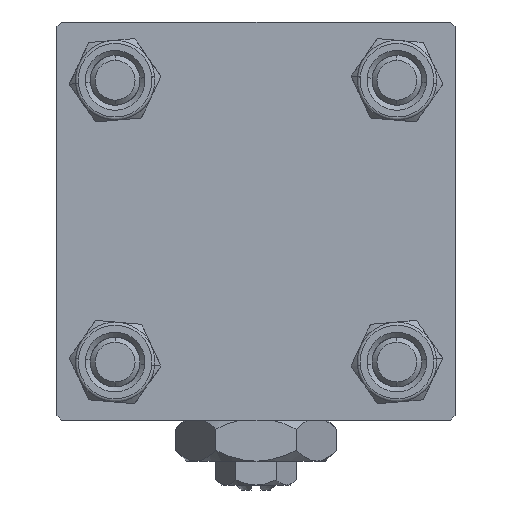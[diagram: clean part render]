
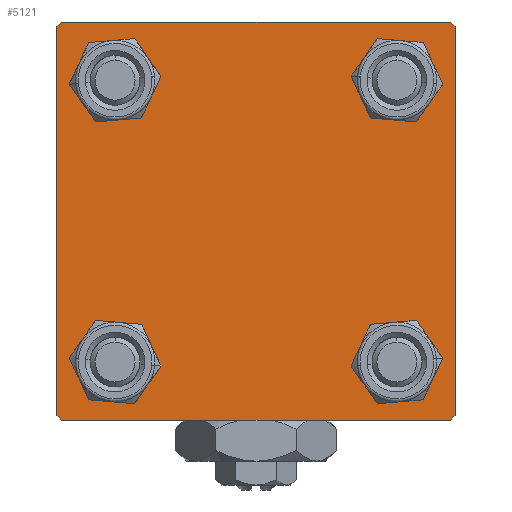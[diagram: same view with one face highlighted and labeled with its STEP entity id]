
A CAD part, left-side view. The second image highlights one B-rep face of the part: STEP entity #5121.
In plain terms, the highlighted planar face has unit normal (-1, 0, 0).
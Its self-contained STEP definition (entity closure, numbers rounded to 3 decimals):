
#55 = CARTESIAN_POINT ( 'NONE',  ( 0., -19.5, -20. ) ) ;
#464 = FACE_BOUND ( 'NONE', #44151, .T. ) ;
#628 = ORIENTED_EDGE ( 'NONE', *, *, #44536, .T. ) ;
#764 = FACE_BOUND ( 'NONE', #10654, .T. ) ;
#886 = VECTOR ( 'NONE', #52958, 1000. ) ;
#1771 = CARTESIAN_POINT ( 'NONE',  ( 0., -20., 20. ) ) ;
#1999 = DIRECTION ( 'NONE',  ( 1., 0., 0. ) ) ;
#2070 = VERTEX_POINT ( 'NONE', #24654 ) ;
#2702 = CARTESIAN_POINT ( 'NONE',  ( 0., 20., -19.5 ) ) ;
#3267 = VERTEX_POINT ( 'NONE', #23649 ) ;
#3334 = CIRCLE ( 'NONE', #19477, 3. ) ;
#3412 = CIRCLE ( 'NONE', #35625, 3. ) ;
#4275 = EDGE_CURVE ( 'NONE', #6109, #26841, #3334, .T. ) ;
#4937 = ORIENTED_EDGE ( 'NONE', *, *, #5909, .T. ) ;
#5121 = ADVANCED_FACE ( 'NONE', ( #464, #50830, #18562, #764, #10236 ), #23881, .T. ) ;
#5348 = LINE ( 'NONE', #1771, #19801 ) ;
#5909 = EDGE_CURVE ( 'NONE', #2070, #15745, #45040, .T. ) ;
#5933 = DIRECTION ( 'NONE',  ( 0., 0., 1. ) ) ;
#6076 = VECTOR ( 'NONE', #11247, 1000. ) ;
#6109 = VERTEX_POINT ( 'NONE', #23012 ) ;
#6340 = VERTEX_POINT ( 'NONE', #55 ) ;
#6633 = DIRECTION ( 'NONE',  ( 0., -0.707, 0.707 ) ) ;
#6876 = CARTESIAN_POINT ( 'NONE',  ( 0., 14.15, 17.15 ) ) ;
#6989 = ORIENTED_EDGE ( 'NONE', *, *, #27812, .T. ) ;
#7994 = CARTESIAN_POINT ( 'NONE',  ( 0., -20., -19.5 ) ) ;
#8396 = EDGE_CURVE ( 'NONE', #54023, #30128, #12942, .T. ) ;
#8439 = CARTESIAN_POINT ( 'NONE',  ( 0., 20., 20. ) ) ;
#9217 = EDGE_LOOP ( 'NONE', ( #55659, #46162, #52750, #37908, #16954, #15604, #19266, #628 ) ) ;
#10236 = FACE_OUTER_BOUND ( 'NONE', #9217, .T. ) ;
#10473 = DIRECTION ( 'NONE',  ( 1., 0., 0. ) ) ;
#10654 = EDGE_LOOP ( 'NONE', ( #21472, #39625 ) ) ;
#10854 = LINE ( 'NONE', #51433, #48719 ) ;
#10861 = ORIENTED_EDGE ( 'NONE', *, *, #35170, .T. ) ;
#11090 = CARTESIAN_POINT ( 'NONE',  ( 0., -19.75, -19.75 ) ) ;
#11247 = DIRECTION ( 'NONE',  ( 0., 0.707, 0.707 ) ) ;
#11313 = LINE ( 'NONE', #29403, #25397 ) ;
#11522 = CIRCLE ( 'NONE', #25719, 3. ) ;
#12034 = EDGE_CURVE ( 'NONE', #30128, #54023, #19723, .T. ) ;
#12942 = CIRCLE ( 'NONE', #46069, 3. ) ;
#13105 = CARTESIAN_POINT ( 'NONE',  ( 0., -14.15, 14.15 ) ) ;
#13920 = VERTEX_POINT ( 'NONE', #41807 ) ;
#14029 = EDGE_CURVE ( 'NONE', #3267, #43462, #5348, .T. ) ;
#14075 = DIRECTION ( 'NONE',  ( 0., 0., -1. ) ) ;
#14320 = CARTESIAN_POINT ( 'NONE',  ( 0., 14.15, 14.15 ) ) ;
#14990 = DIRECTION ( 'NONE',  ( 0., 0., 1. ) ) ;
#15091 = EDGE_CURVE ( 'NONE', #45981, #29243, #25442, .T. ) ;
#15469 = EDGE_CURVE ( 'NONE', #13920, #25486, #40132, .T. ) ;
#15604 = ORIENTED_EDGE ( 'NONE', *, *, #41973, .T. ) ;
#15711 = DIRECTION ( 'NONE',  ( 1., 0., 0. ) ) ;
#15745 = VERTEX_POINT ( 'NONE', #53649 ) ;
#16099 = CARTESIAN_POINT ( 'NONE',  ( 0., 14.15, -14.15 ) ) ;
#16954 = ORIENTED_EDGE ( 'NONE', *, *, #14029, .F. ) ;
#17072 = ORIENTED_EDGE ( 'NONE', *, *, #48477, .T. ) ;
#17780 = CARTESIAN_POINT ( 'NONE',  ( 0., -14.15, 17.15 ) ) ;
#17918 = DIRECTION ( 'NONE',  ( 0., -1., 0. ) ) ;
#18562 = FACE_BOUND ( 'NONE', #29189, .T. ) ;
#19123 = VERTEX_POINT ( 'NONE', #56953 ) ;
#19148 = CIRCLE ( 'NONE', #48486, 3. ) ;
#19266 = ORIENTED_EDGE ( 'NONE', *, *, #15469, .F. ) ;
#19477 = AXIS2_PLACEMENT_3D ( 'NONE', #55989, #15711, #5933 ) ;
#19538 = DIRECTION ( 'NONE',  ( 1., 0., 0. ) ) ;
#19723 = CIRCLE ( 'NONE', #52829, 3. ) ;
#19801 = VECTOR ( 'NONE', #23442, 1000. ) ;
#20231 = EDGE_CURVE ( 'NONE', #36595, #19123, #43416, .T. ) ;
#20316 = CARTESIAN_POINT ( 'NONE',  ( 0., 14.15, 14.15 ) ) ;
#20480 = DIRECTION ( 'NONE',  ( 1., 0., 0. ) ) ;
#21472 = ORIENTED_EDGE ( 'NONE', *, *, #12034, .T. ) ;
#22492 = CARTESIAN_POINT ( 'NONE',  ( 0., 14.15, 11.15 ) ) ;
#23012 = CARTESIAN_POINT ( 'NONE',  ( 0., 14.15, -11.15 ) ) ;
#23442 = DIRECTION ( 'NONE',  ( 0., 0., -1. ) ) ;
#23649 = CARTESIAN_POINT ( 'NONE',  ( 0., -20., 19.5 ) ) ;
#23881 = PLANE ( 'NONE',  #45985 ) ;
#24654 = CARTESIAN_POINT ( 'NONE',  ( 0., -14.15, -11.15 ) ) ;
#24790 = DIRECTION ( 'NONE',  ( 0., 0.707, -0.707 ) ) ;
#25397 = VECTOR ( 'NONE', #44464, 1000. ) ;
#25442 = LINE ( 'NONE', #34907, #886 ) ;
#25486 = VERTEX_POINT ( 'NONE', #31205 ) ;
#25657 = DIRECTION ( 'NONE',  ( 0., 0., 1. ) ) ;
#25719 = AXIS2_PLACEMENT_3D ( 'NONE', #47362, #19538, #37902 ) ;
#26841 = VERTEX_POINT ( 'NONE', #54469 ) ;
#27812 = EDGE_CURVE ( 'NONE', #15745, #2070, #11522, .T. ) ;
#28061 = ORIENTED_EDGE ( 'NONE', *, *, #4275, .T. ) ;
#29189 = EDGE_LOOP ( 'NONE', ( #28061, #10861 ) ) ;
#29243 = VERTEX_POINT ( 'NONE', #40988 ) ;
#29403 = CARTESIAN_POINT ( 'NONE',  ( 0., 20., -20. ) ) ;
#30128 = VERTEX_POINT ( 'NONE', #6876 ) ;
#30220 = CARTESIAN_POINT ( 'NONE',  ( 0., -19.75, 19.75 ) ) ;
#31205 = CARTESIAN_POINT ( 'NONE',  ( 0., -19.5, 20. ) ) ;
#32398 = DIRECTION ( 'NONE',  ( 0., 0., 1. ) ) ;
#33653 = DIRECTION ( 'NONE',  ( 1., 0., 0. ) ) ;
#34698 = CARTESIAN_POINT ( 'NONE',  ( 0., -14.15, 14.15 ) ) ;
#34907 = CARTESIAN_POINT ( 'NONE',  ( 0., 19.75, -19.75 ) ) ;
#35170 = EDGE_CURVE ( 'NONE', #26841, #6109, #19148, .T. ) ;
#35625 = AXIS2_PLACEMENT_3D ( 'NONE', #34698, #20480, #38553 ) ;
#36595 = VERTEX_POINT ( 'NONE', #17780 ) ;
#37513 = DIRECTION ( 'NONE',  ( -1., 0., 0. ) ) ;
#37719 = DIRECTION ( 'NONE',  ( 1., 0., 0. ) ) ;
#37885 = CARTESIAN_POINT ( 'NONE',  ( 0., -14.15, -14.15 ) ) ;
#37902 = DIRECTION ( 'NONE',  ( 0., 0., 1. ) ) ;
#37908 = ORIENTED_EDGE ( 'NONE', *, *, #57992, .T. ) ;
#38173 = DIRECTION ( 'NONE',  ( 0., 0., 1. ) ) ;
#38553 = DIRECTION ( 'NONE',  ( 0., 0., 1. ) ) ;
#38738 = ORIENTED_EDGE ( 'NONE', *, *, #20231, .T. ) ;
#39625 = ORIENTED_EDGE ( 'NONE', *, *, #8396, .T. ) ;
#40132 = LINE ( 'NONE', #58471, #41731 ) ;
#40988 = CARTESIAN_POINT ( 'NONE',  ( 0., 19.5, -20. ) ) ;
#41731 = VECTOR ( 'NONE', #17918, 1000. ) ;
#41807 = CARTESIAN_POINT ( 'NONE',  ( 0., 19.5, 20. ) ) ;
#41948 = CARTESIAN_POINT ( 'NONE',  ( 0., 0., 0. ) ) ;
#41973 = EDGE_CURVE ( 'NONE', #3267, #25486, #57442, .T. ) ;
#43416 = CIRCLE ( 'NONE', #56638, 3. ) ;
#43462 = VERTEX_POINT ( 'NONE', #7994 ) ;
#44151 = EDGE_LOOP ( 'NONE', ( #38738, #17072 ) ) ;
#44464 = DIRECTION ( 'NONE',  ( 0., -1., 0. ) ) ;
#44536 = EDGE_CURVE ( 'NONE', #13920, #52861, #10854, .T. ) ;
#44834 = EDGE_CURVE ( 'NONE', #52861, #45981, #58486, .T. ) ;
#45040 = CIRCLE ( 'NONE', #47890, 3. ) ;
#45383 = DIRECTION ( 'NONE',  ( 0., 0., 1. ) ) ;
#45981 = VERTEX_POINT ( 'NONE', #2702 ) ;
#45985 = AXIS2_PLACEMENT_3D ( 'NONE', #41948, #37513, #14990 ) ;
#46069 = AXIS2_PLACEMENT_3D ( 'NONE', #14320, #37719, #32398 ) ;
#46162 = ORIENTED_EDGE ( 'NONE', *, *, #15091, .T. ) ;
#47241 = LINE ( 'NONE', #11090, #48043 ) ;
#47362 = CARTESIAN_POINT ( 'NONE',  ( 0., -14.15, -14.15 ) ) ;
#47890 = AXIS2_PLACEMENT_3D ( 'NONE', #37885, #1999, #38173 ) ;
#48043 = VECTOR ( 'NONE', #6633, 1000. ) ;
#48477 = EDGE_CURVE ( 'NONE', #19123, #36595, #3412, .T. ) ;
#48486 = AXIS2_PLACEMENT_3D ( 'NONE', #16099, #10473, #54688 ) ;
#48719 = VECTOR ( 'NONE', #24790, 1000. ) ;
#49221 = CARTESIAN_POINT ( 'NONE',  ( 0., 20., 19.5 ) ) ;
#49681 = VECTOR ( 'NONE', #14075, 1000. ) ;
#50830 = FACE_BOUND ( 'NONE', #54112, .T. ) ;
#51433 = CARTESIAN_POINT ( 'NONE',  ( 0., 19.75, 19.75 ) ) ;
#52750 = ORIENTED_EDGE ( 'NONE', *, *, #58278, .T. ) ;
#52829 = AXIS2_PLACEMENT_3D ( 'NONE', #20316, #33653, #25657 ) ;
#52861 = VERTEX_POINT ( 'NONE', #49221 ) ;
#52958 = DIRECTION ( 'NONE',  ( 0., -0.707, -0.707 ) ) ;
#53649 = CARTESIAN_POINT ( 'NONE',  ( 0., -14.15, -17.15 ) ) ;
#54023 = VERTEX_POINT ( 'NONE', #22492 ) ;
#54112 = EDGE_LOOP ( 'NONE', ( #4937, #6989 ) ) ;
#54251 = DIRECTION ( 'NONE',  ( 1., 0., 0. ) ) ;
#54469 = CARTESIAN_POINT ( 'NONE',  ( 0., 14.15, -17.15 ) ) ;
#54688 = DIRECTION ( 'NONE',  ( 0., 0., 1. ) ) ;
#55659 = ORIENTED_EDGE ( 'NONE', *, *, #44834, .T. ) ;
#55989 = CARTESIAN_POINT ( 'NONE',  ( 0., 14.15, -14.15 ) ) ;
#56638 = AXIS2_PLACEMENT_3D ( 'NONE', #13105, #54251, #45383 ) ;
#56953 = CARTESIAN_POINT ( 'NONE',  ( 0., -14.15, 11.15 ) ) ;
#57442 = LINE ( 'NONE', #30220, #6076 ) ;
#57992 = EDGE_CURVE ( 'NONE', #6340, #43462, #47241, .T. ) ;
#58278 = EDGE_CURVE ( 'NONE', #29243, #6340, #11313, .T. ) ;
#58471 = CARTESIAN_POINT ( 'NONE',  ( 0., 20., 20. ) ) ;
#58486 = LINE ( 'NONE', #8439, #49681 ) ;
